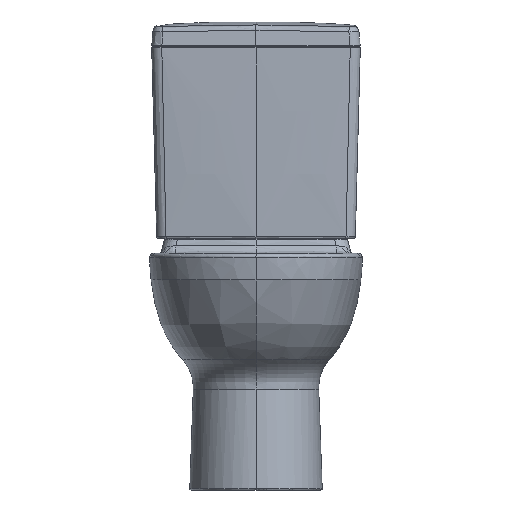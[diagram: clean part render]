
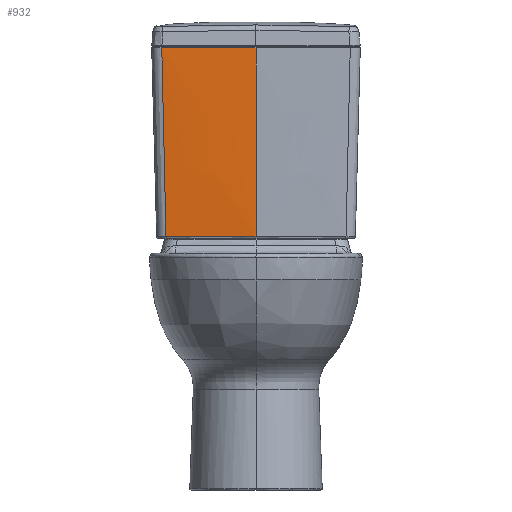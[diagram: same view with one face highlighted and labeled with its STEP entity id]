
A CAD part, front view. The second image highlights one B-rep face of the part: STEP entity #932.
In plain terms, the highlighted free-form (B-spline) face has degree [3, 3] with [23, 4] control points.
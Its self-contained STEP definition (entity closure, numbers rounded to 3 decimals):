
#532=FACE_OUTER_BOUND('',#1543,.T.);
#932=ADVANCED_FACE('',(#532),#1125,.F.);
#1125=B_SPLINE_SURFACE_WITH_KNOTS('',3,3,((#57378,#57379,#57380,#57381),
(#57382,#57383,#57384,#57385),(#57386,#57387,#57388,#57389),(#57390,#57391,
#57392,#57393),(#57394,#57395,#57396,#57397),(#57398,#57399,#57400,#57401),
(#57402,#57403,#57404,#57405),(#57406,#57407,#57408,#57409),(#57410,#57411,
#57412,#57413),(#57414,#57415,#57416,#57417),(#57418,#57419,#57420,#57421),
(#57422,#57423,#57424,#57425),(#57426,#57427,#57428,#57429),(#57430,#57431,
#57432,#57433),(#57434,#57435,#57436,#57437),(#57438,#57439,#57440,#57441),
(#57442,#57443,#57444,#57445),(#57446,#57447,#57448,#57449),(#57450,#57451,
#57452,#57453),(#57454,#57455,#57456,#57457),(#57458,#57459,#57460,#57461),
(#57462,#57463,#57464,#57465),(#57466,#57467,#57468,#57469)),
 .UNSPECIFIED.,.F.,.F.,.F.,(4,1,1,1,1,1,1,1,1,1,1,1,1,1,1,1,1,1,1,1,4),
(4,4),(0.,0.21,0.228,0.237,0.247,
0.283,0.319,0.355,0.391,
0.428,0.5,0.572,0.609,
0.645,0.681,0.717,0.753,
0.763,0.772,0.79,1.),(0.,1.),
 .UNSPECIFIED.);
#1543=EDGE_LOOP('',(#2978,#2979,#2980,#2981));
#2978=ORIENTED_EDGE('',*,*,#4573,.T.);
#2979=ORIENTED_EDGE('',*,*,#4574,.T.);
#2980=ORIENTED_EDGE('',*,*,#4575,.T.);
#2981=ORIENTED_EDGE('',*,*,#4576,.T.);
#3804=VERTEX_POINT('',#57360);
#3805=VERTEX_POINT('',#57361);
#3806=VERTEX_POINT('',#57368);
#3807=VERTEX_POINT('',#57373);
#4573=EDGE_CURVE('',#3804,#3805,#5269,.T.);
#4574=EDGE_CURVE('',#3805,#3806,#5270,.T.);
#4575=EDGE_CURVE('',#3806,#3807,#5271,.T.);
#4576=EDGE_CURVE('',#3807,#3804,#5272,.T.);
#5269=B_SPLINE_CURVE_WITH_KNOTS('',3,(#57356,#57357,#57358,#57359),
 .UNSPECIFIED.,.F.,.F.,(4,4),(0.,1.),.UNSPECIFIED.);
#5270=B_SPLINE_CURVE_WITH_KNOTS('',3,(#57362,#57363,#57364,#57365,#57366,
#57367),.UNSPECIFIED.,.F.,.F.,(4,2,4),(0.,0.5,1.),.UNSPECIFIED.);
#5271=B_SPLINE_CURVE_WITH_KNOTS('',3,(#57369,#57370,#57371,#57372),
 .UNSPECIFIED.,.F.,.F.,(4,4),(0.,1.),.UNSPECIFIED.);
#5272=B_SPLINE_CURVE_WITH_KNOTS('',3,(#57374,#57375,#57376,#57377),
 .UNSPECIFIED.,.F.,.F.,(4,4),(0.,1.),.UNSPECIFIED.);
#57356=CARTESIAN_POINT('',(-159.259,-150.529,347.211));
#57357=CARTESIAN_POINT('',(-156.946,-147.944,242.332));
#57358=CARTESIAN_POINT('',(-154.565,-145.5,135.905));
#57359=CARTESIAN_POINT('',(-152.112,-143.201,27.928));
#57360=CARTESIAN_POINT('',(-159.259,-150.529,347.211));
#57361=CARTESIAN_POINT('',(-152.112,-143.201,27.928));
#57362=CARTESIAN_POINT('',(-152.112,-143.201,27.928));
#57363=CARTESIAN_POINT('',(-126.898,-146.295,27.937));
#57364=CARTESIAN_POINT('',(-101.536,-148.08,27.946));
#57365=CARTESIAN_POINT('',(-50.794,-150.519,27.963));
#57366=CARTESIAN_POINT('',(-25.406,-151.316,27.972));
#57367=CARTESIAN_POINT('',(0.,-151.316,27.98));
#57368=CARTESIAN_POINT('',(0.,-151.313,27.98));
#57369=CARTESIAN_POINT('',(0.,-151.316,27.98));
#57370=CARTESIAN_POINT('',(0.,-152.009,134.404));
#57371=CARTESIAN_POINT('',(0.,-152.702,240.827));
#57372=CARTESIAN_POINT('',(0.,-153.395,347.25));
#57373=CARTESIAN_POINT('',(0.,-153.397,347.25));
#57374=CARTESIAN_POINT('',(0.,-153.395,347.25));
#57375=CARTESIAN_POINT('',(-53.121,-153.395,347.237));
#57376=CARTESIAN_POINT('',(-106.247,-153.413,347.224));
#57377=CARTESIAN_POINT('',(-159.259,-150.529,347.211));
#57378=CARTESIAN_POINT('',(-321.919,-138.58,436.161));
#57379=CARTESIAN_POINT('',(-321.675,-131.096,279.229));
#57380=CARTESIAN_POINT('',(-321.432,-123.612,122.297));
#57381=CARTESIAN_POINT('',(-321.188,-116.128,-34.636));
#57382=CARTESIAN_POINT('',(-276.864,-143.907,436.161));
#57383=CARTESIAN_POINT('',(-276.689,-136.833,279.229));
#57384=CARTESIAN_POINT('',(-276.515,-129.758,122.297));
#57385=CARTESIAN_POINT('',(-276.34,-122.684,-34.636));
#57386=CARTESIAN_POINT('',(-227.93,-149.693,436.161));
#57387=CARTESIAN_POINT('',(-227.83,-143.063,279.229));
#57388=CARTESIAN_POINT('',(-227.73,-136.434,122.297));
#57389=CARTESIAN_POINT('',(-227.631,-129.804,-34.636));
#57390=CARTESIAN_POINT('',(-176.945,-152.169,436.161));
#57391=CARTESIAN_POINT('',(-176.968,-147.4,279.229));
#57392=CARTESIAN_POINT('',(-176.991,-142.632,122.297));
#57393=CARTESIAN_POINT('',(-177.014,-137.863,-34.636));
#57394=CARTESIAN_POINT('',(-169.167,-152.487,436.161));
#57395=CARTESIAN_POINT('',(-169.21,-148.025,279.229));
#57396=CARTESIAN_POINT('',(-169.253,-143.563,122.297));
#57397=CARTESIAN_POINT('',(-169.295,-139.101,-34.636));
#57398=CARTESIAN_POINT('',(-157.5,-152.905,436.161));
#57399=CARTESIAN_POINT('',(-157.572,-148.927,279.229));
#57400=CARTESIAN_POINT('',(-157.645,-144.948,122.297));
#57401=CARTESIAN_POINT('',(-157.717,-140.97,-34.636));
#57402=CARTESIAN_POINT('',(-140.002,-153.408,436.161));
#57403=CARTESIAN_POINT('',(-140.1,-150.05,279.229));
#57404=CARTESIAN_POINT('',(-140.198,-146.692,122.297));
#57405=CARTESIAN_POINT('',(-140.296,-143.333,-34.636));
#57406=CARTESIAN_POINT('',(-116.673,-153.84,436.161));
#57407=CARTESIAN_POINT('',(-116.777,-151.144,279.229));
#57408=CARTESIAN_POINT('',(-116.881,-148.448,122.297));
#57409=CARTESIAN_POINT('',(-116.985,-145.752,-34.636));
#57410=CARTESIAN_POINT('',(-93.345,-154.074,436.161));
#57411=CARTESIAN_POINT('',(-93.436,-151.907,279.229));
#57412=CARTESIAN_POINT('',(-93.528,-149.74,122.297));
#57413=CARTESIAN_POINT('',(-93.62,-147.572,-34.636));
#57414=CARTESIAN_POINT('',(-70.013,-154.152,436.161));
#57415=CARTESIAN_POINT('',(-70.085,-152.411,279.229));
#57416=CARTESIAN_POINT('',(-70.156,-150.669,122.297));
#57417=CARTESIAN_POINT('',(-70.227,-148.927,-34.636));
#57418=CARTESIAN_POINT('',(-38.895,-154.094,436.161));
#57419=CARTESIAN_POINT('',(-38.945,-152.843,279.229));
#57420=CARTESIAN_POINT('',(-38.995,-151.593,122.297));
#57421=CARTESIAN_POINT('',(-39.045,-150.342,-34.636));
#57422=CARTESIAN_POINT('',(0.,-153.894,436.161));
#57423=CARTESIAN_POINT('',(0.,-153.025,279.229));
#57424=CARTESIAN_POINT('',(0.,-152.155,122.297));
#57425=CARTESIAN_POINT('',(0.,-151.285,-34.636));
#57426=CARTESIAN_POINT('',(38.895,-154.094,436.161));
#57427=CARTESIAN_POINT('',(38.945,-152.843,279.229));
#57428=CARTESIAN_POINT('',(38.995,-151.593,122.297));
#57429=CARTESIAN_POINT('',(39.045,-150.342,-34.636));
#57430=CARTESIAN_POINT('',(70.013,-154.152,436.161));
#57431=CARTESIAN_POINT('',(70.085,-152.411,279.229));
#57432=CARTESIAN_POINT('',(70.156,-150.669,122.297));
#57433=CARTESIAN_POINT('',(70.227,-148.927,-34.636));
#57434=CARTESIAN_POINT('',(93.345,-154.074,436.161));
#57435=CARTESIAN_POINT('',(93.436,-151.907,279.229));
#57436=CARTESIAN_POINT('',(93.528,-149.74,122.297));
#57437=CARTESIAN_POINT('',(93.62,-147.572,-34.636));
#57438=CARTESIAN_POINT('',(116.673,-153.84,436.161));
#57439=CARTESIAN_POINT('',(116.777,-151.144,279.229));
#57440=CARTESIAN_POINT('',(116.881,-148.448,122.297));
#57441=CARTESIAN_POINT('',(116.985,-145.752,-34.636));
#57442=CARTESIAN_POINT('',(140.002,-153.408,436.161));
#57443=CARTESIAN_POINT('',(140.1,-150.05,279.229));
#57444=CARTESIAN_POINT('',(140.198,-146.692,122.297));
#57445=CARTESIAN_POINT('',(140.296,-143.333,-34.636));
#57446=CARTESIAN_POINT('',(157.5,-152.905,436.161));
#57447=CARTESIAN_POINT('',(157.572,-148.927,279.229));
#57448=CARTESIAN_POINT('',(157.645,-144.948,122.297));
#57449=CARTESIAN_POINT('',(157.717,-140.97,-34.636));
#57450=CARTESIAN_POINT('',(169.167,-152.487,436.161));
#57451=CARTESIAN_POINT('',(169.21,-148.025,279.229));
#57452=CARTESIAN_POINT('',(169.253,-143.563,122.297));
#57453=CARTESIAN_POINT('',(169.295,-139.101,-34.636));
#57454=CARTESIAN_POINT('',(176.945,-152.169,436.161));
#57455=CARTESIAN_POINT('',(176.968,-147.4,279.229));
#57456=CARTESIAN_POINT('',(176.991,-142.632,122.297));
#57457=CARTESIAN_POINT('',(177.014,-137.863,-34.636));
#57458=CARTESIAN_POINT('',(227.93,-149.693,436.161));
#57459=CARTESIAN_POINT('',(227.83,-143.063,279.229));
#57460=CARTESIAN_POINT('',(227.73,-136.434,122.297));
#57461=CARTESIAN_POINT('',(227.631,-129.804,-34.636));
#57462=CARTESIAN_POINT('',(276.864,-143.907,436.161));
#57463=CARTESIAN_POINT('',(276.689,-136.833,279.229));
#57464=CARTESIAN_POINT('',(276.515,-129.758,122.297));
#57465=CARTESIAN_POINT('',(276.34,-122.684,-34.636));
#57466=CARTESIAN_POINT('',(321.919,-138.58,436.161));
#57467=CARTESIAN_POINT('',(321.675,-131.096,279.229));
#57468=CARTESIAN_POINT('',(321.432,-123.612,122.297));
#57469=CARTESIAN_POINT('',(321.188,-116.128,-34.636));
